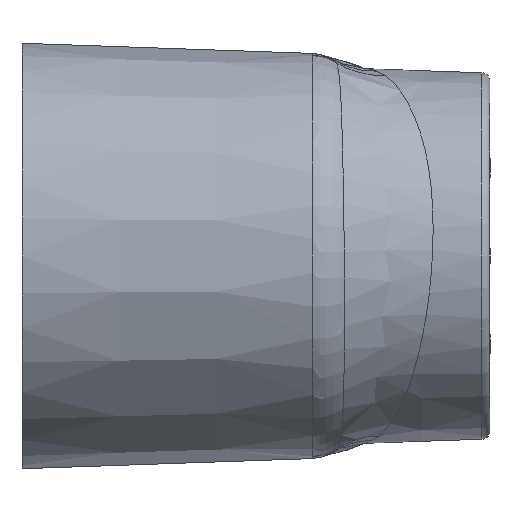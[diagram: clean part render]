
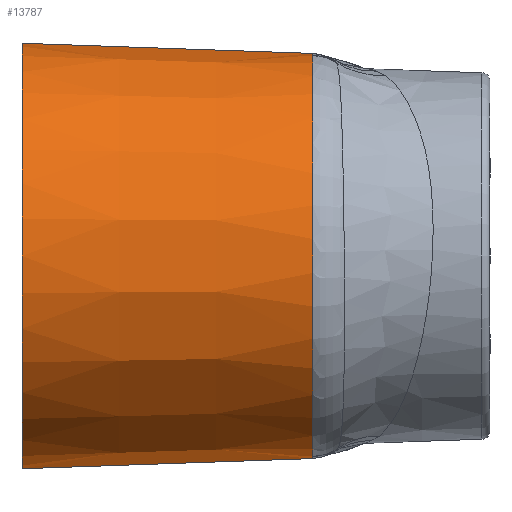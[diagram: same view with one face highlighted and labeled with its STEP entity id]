
A CAD part, left-side view. The second image highlights one B-rep face of the part: STEP entity #13787.
In plain terms, the highlighted conical face has half-angle 2 degrees and reference radius 39.127 mm.
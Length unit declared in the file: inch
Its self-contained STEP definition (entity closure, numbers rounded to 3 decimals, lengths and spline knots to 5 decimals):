
#115=CONICAL_SURFACE('',#14406,1.54041,0.035);
#185=CIRCLE('',#14033,1.5625);
#321=CIRCLE('',#14394,1.48787);
#831=LINE('',#39068,#1683);
#832=LINE('',#39069,#1684);
#1683=VECTOR('',#15823,0.39394);
#1684=VECTOR('',#15824,0.39394);
#2892=FACE_OUTER_BOUND('',#3729,.T.);
#3729=EDGE_LOOP('',(#11620,#11621,#11622,#11623,#11624,#11625));
#4837=B_SPLINE_CURVE_WITH_KNOTS('',3,(#38432,#38433,#38434,#38435,#38436,
#38437,#38438,#38439,#38440,#38441),.UNSPECIFIED.,.F.,.F.,(4,1,1,1,1,2,
4),(0.,0.08176,0.16353,0.20441,0.24529,
0.40882,0.4109),.UNSPECIFIED.);
#4842=B_SPLINE_CURVE_WITH_KNOTS('',3,(#38552,#38553,#38554,#38555,#38556,
#38557,#38558,#38559,#38560,#38561),.UNSPECIFIED.,.F.,.F.,(4,2,1,1,1,1,
4),(-0.00208,0.,0.08176,0.16353,0.24529,
0.32705,0.40882),.UNSPECIFIED.);
#5116=VERTEX_POINT('',#18182);
#5117=VERTEX_POINT('',#18183);
#6046=VERTEX_POINT('',#38429);
#6047=VERTEX_POINT('',#38431);
#6049=VERTEX_POINT('',#38461);
#6051=VERTEX_POINT('',#38544);
#6515=EDGE_CURVE('',#5116,#5117,#185,.T.);
#7953=EDGE_CURVE('',#6046,#6047,#4837,.T.);
#7957=EDGE_CURVE('',#6049,#6046,#321,.T.);
#7960=EDGE_CURVE('',#6051,#6049,#4842,.T.);
#7988=EDGE_CURVE('',#6051,#5116,#831,.T.);
#7989=EDGE_CURVE('',#5117,#6047,#832,.T.);
#11620=ORIENTED_EDGE('',*,*,#7957,.F.);
#11621=ORIENTED_EDGE('',*,*,#7960,.F.);
#11622=ORIENTED_EDGE('',*,*,#7988,.T.);
#11623=ORIENTED_EDGE('',*,*,#6515,.T.);
#11624=ORIENTED_EDGE('',*,*,#7989,.T.);
#11625=ORIENTED_EDGE('',*,*,#7953,.F.);
#13787=ADVANCED_FACE('',(#2892),#115,.T.);
#14033=AXIS2_PLACEMENT_3D('',#18184,#14590,#14591);
#14394=AXIS2_PLACEMENT_3D('',#38463,#15795,#15796);
#14406=AXIS2_PLACEMENT_3D('',#39067,#15821,#15822);
#14590=DIRECTION('center_axis',(0.,-1.,0.));
#14591=DIRECTION('ref_axis',(0.,0.,1.));
#15795=DIRECTION('center_axis',(0.,-1.,0.));
#15796=DIRECTION('ref_axis',(-1.,0.,0.));
#15821=DIRECTION('center_axis',(0.,1.,0.));
#15822=DIRECTION('ref_axis',(0.,0.,1.));
#15823=DIRECTION('',(0.,0.999,0.035));
#15824=DIRECTION('',(0.,-0.999,0.035));
#18182=CARTESIAN_POINT('',(-3.1875,2.09375,1.5625));
#18183=CARTESIAN_POINT('',(-3.1875,2.09375,-1.5625));
#18184=CARTESIAN_POINT('Origin',(-3.1875,2.09375,0.));
#38429=CARTESIAN_POINT('',(-3.39633,-0.04325,-1.47315));
#38431=CARTESIAN_POINT('',(-3.1875,-0.0298,-1.48834));
#38432=CARTESIAN_POINT('Ctrl Pts',(-3.39633,-0.04325,
-1.47315));
#38433=CARTESIAN_POINT('Ctrl Pts',(-3.38252,-0.04325,
-1.4751));
#38434=CARTESIAN_POINT('Ctrl Pts',(-3.35484,-0.04259,
-1.47865));
#38435=CARTESIAN_POINT('Ctrl Pts',(-3.32018,-0.04075,
-1.48215));
#38436=CARTESIAN_POINT('Ctrl Pts',(-3.29247,-0.03888,
-1.48437));
#38437=CARTESIAN_POINT('Ctrl Pts',(-3.2509,-0.03573,
-1.48713));
#38438=CARTESIAN_POINT('Ctrl Pts',(-3.21624,-0.03255,
-1.48823));
#38439=CARTESIAN_POINT('Ctrl Pts',(-3.18821,-0.02986,
-1.48834));
#38440=CARTESIAN_POINT('Ctrl Pts',(-3.18785,-0.02983,
-1.48834));
#38441=CARTESIAN_POINT('Ctrl Pts',(-3.1875,-0.0298,-1.48834));
#38461=CARTESIAN_POINT('',(-3.39633,-0.04325,1.47315));
#38463=CARTESIAN_POINT('Origin',(-3.1875,-0.04325,0.));
#38544=CARTESIAN_POINT('',(-3.1875,-0.0298,1.48834));
#38552=CARTESIAN_POINT('Ctrl Pts',(-3.1875,-0.0298,1.48834));
#38553=CARTESIAN_POINT('Ctrl Pts',(-3.18785,-0.02983,
1.48834));
#38554=CARTESIAN_POINT('Ctrl Pts',(-3.18821,-0.02986,
1.48834));
#38555=CARTESIAN_POINT('Ctrl Pts',(-3.2024,-0.03122,
1.48828));
#38556=CARTESIAN_POINT('Ctrl Pts',(-3.2301,-0.03382,
1.48779));
#38557=CARTESIAN_POINT('Ctrl Pts',(-3.27169,-0.03737,
1.48589));
#38558=CARTESIAN_POINT('Ctrl Pts',(-3.31325,-0.04038,
1.48285));
#38559=CARTESIAN_POINT('Ctrl Pts',(-3.35484,-0.04259,
1.47866));
#38560=CARTESIAN_POINT('Ctrl Pts',(-3.38252,-0.04325,
1.4751));
#38561=CARTESIAN_POINT('Ctrl Pts',(-3.39633,-0.04325,
1.47315));
#39067=CARTESIAN_POINT('Origin',(-3.1875,1.46132,0.));
#39068=CARTESIAN_POINT('',(-3.1875,1.46132,1.54041));
#39069=CARTESIAN_POINT('',(-3.1875,1.46132,-1.54041));
